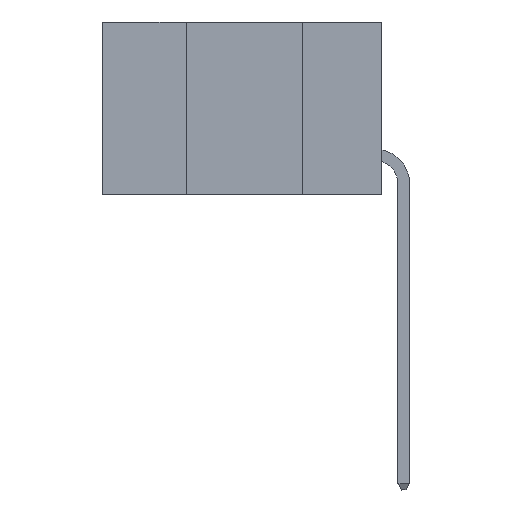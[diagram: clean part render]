
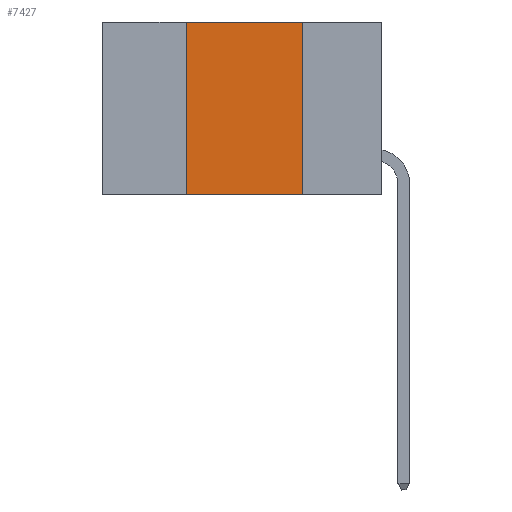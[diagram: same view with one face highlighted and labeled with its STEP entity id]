
A CAD part, left-side view. The second image highlights one B-rep face of the part: STEP entity #7427.
In plain terms, the highlighted planar face has unit normal (-1, 0, 0).
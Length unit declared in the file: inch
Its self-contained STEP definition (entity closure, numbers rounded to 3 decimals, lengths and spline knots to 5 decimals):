
#1528 = EDGE_CURVE ( 'NONE', #12673, #42228, #40686, .T. ) ;
#1996 = CARTESIAN_POINT ( 'NONE',  ( 0., 0.42, 0. ) ) ;
#3236 = DIRECTION ( 'NONE',  ( 0., 0., -1. ) ) ;
#3491 = VECTOR ( 'NONE', #31646, 39.37008 ) ;
#3637 = VERTEX_POINT ( 'NONE', #19044 ) ;
#3975 = VECTOR ( 'NONE', #42727, 39.37008 ) ;
#7427 = ADVANCED_FACE ( 'NONE', ( #37426 ), #29718, .F. ) ;
#7482 = ORIENTED_EDGE ( 'NONE', *, *, #1528, .F. ) ;
#7894 = CARTESIAN_POINT ( 'NONE',  ( 0., 0.17, 0. ) ) ;
#8174 = DIRECTION ( 'NONE',  ( 1., 0., 0. ) ) ;
#8623 = ORIENTED_EDGE ( 'NONE', *, *, #22148, .F. ) ;
#11035 = ORIENTED_EDGE ( 'NONE', *, *, #22847, .F. ) ;
#12673 = VERTEX_POINT ( 'NONE', #1996 ) ;
#14262 = LINE ( 'NONE', #37400, #15897 ) ;
#15897 = VECTOR ( 'NONE', #16272, 39.37008 ) ;
#16272 = DIRECTION ( 'NONE',  ( 0., -1., 0. ) ) ;
#19044 = CARTESIAN_POINT ( 'NONE',  ( 0., 0.17, -0.37 ) ) ;
#21391 = AXIS2_PLACEMENT_3D ( 'NONE', #43741, #8174, #22103 ) ;
#22103 = DIRECTION ( 'NONE',  ( 0., 0., -1. ) ) ;
#22148 = EDGE_CURVE ( 'NONE', #42228, #3637, #25115, .T. ) ;
#22847 = EDGE_CURVE ( 'NONE', #34962, #12673, #30628, .T. ) ;
#24457 = CARTESIAN_POINT ( 'NONE',  ( 0., 0.17, 0. ) ) ;
#24814 = CARTESIAN_POINT ( 'NONE',  ( 0., 0.6, 0. ) ) ;
#25115 = LINE ( 'NONE', #24457, #42910 ) ;
#29718 = PLANE ( 'NONE',  #21391 ) ;
#30628 = LINE ( 'NONE', #42280, #3975 ) ;
#31646 = DIRECTION ( 'NONE',  ( 0., -1., 0. ) ) ;
#34962 = VERTEX_POINT ( 'NONE', #38783 ) ;
#36675 = EDGE_CURVE ( 'NONE', #34962, #3637, #14262, .T. ) ;
#37400 = CARTESIAN_POINT ( 'NONE',  ( 0., 0.6, -0.37 ) ) ;
#37426 = FACE_OUTER_BOUND ( 'NONE', #38028, .T. ) ;
#38028 = EDGE_LOOP ( 'NONE', ( #8623, #7482, #11035, #38750 ) ) ;
#38750 = ORIENTED_EDGE ( 'NONE', *, *, #36675, .T. ) ;
#38783 = CARTESIAN_POINT ( 'NONE',  ( 0., 0.42, -0.37 ) ) ;
#40686 = LINE ( 'NONE', #24814, #3491 ) ;
#42228 = VERTEX_POINT ( 'NONE', #7894 ) ;
#42280 = CARTESIAN_POINT ( 'NONE',  ( 0., 0.42, 0. ) ) ;
#42727 = DIRECTION ( 'NONE',  ( 0., 0., 1. ) ) ;
#42910 = VECTOR ( 'NONE', #3236, 39.37008 ) ;
#43741 = CARTESIAN_POINT ( 'NONE',  ( 0., 0.6, 0. ) ) ;
